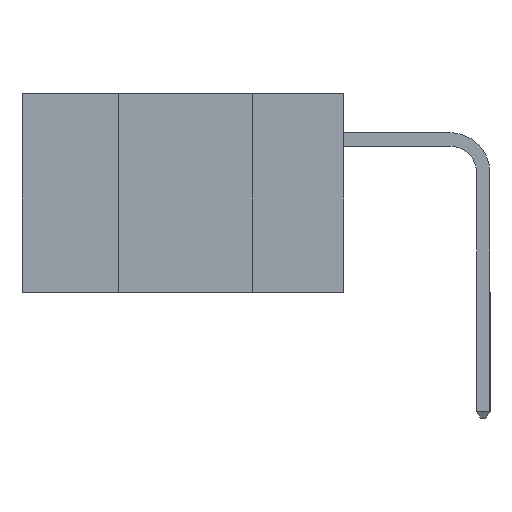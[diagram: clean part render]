
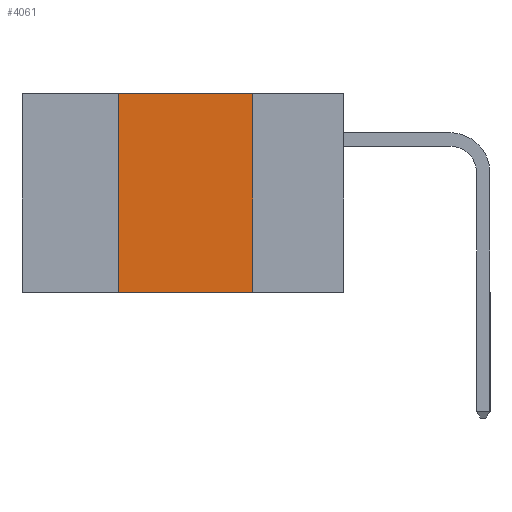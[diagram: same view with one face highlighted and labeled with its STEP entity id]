
A CAD part, left-side view. The second image highlights one B-rep face of the part: STEP entity #4061.
In plain terms, the highlighted planar face has unit normal (-1, 0, 0).
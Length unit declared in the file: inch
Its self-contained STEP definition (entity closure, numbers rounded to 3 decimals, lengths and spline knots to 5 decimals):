
#1552 = VECTOR ( 'NONE', #5674, 39.37008 ) ;
#1554 = ORIENTED_EDGE ( 'NONE', *, *, #10534, .F. ) ;
#2171 = LINE ( 'NONE', #19086, #23309 ) ;
#2702 = DIRECTION ( 'NONE',  ( 0., -1., 0. ) ) ;
#2834 = VERTEX_POINT ( 'NONE', #20449 ) ;
#3258 = CARTESIAN_POINT ( 'NONE',  ( 0., 0.17, 0. ) ) ;
#3631 = CARTESIAN_POINT ( 'NONE',  ( 0., 0.42, 0. ) ) ;
#4061 = ADVANCED_FACE ( 'NONE', ( #24133 ), #15613, .F. ) ;
#4974 = EDGE_CURVE ( 'NONE', #2834, #19119, #11261, .T. ) ;
#5496 = DIRECTION ( 'NONE',  ( 0., 0., -1. ) ) ;
#5674 = DIRECTION ( 'NONE',  ( 0., 0., 1. ) ) ;
#9112 = ORIENTED_EDGE ( 'NONE', *, *, #14386, .F. ) ;
#10154 = EDGE_CURVE ( 'NONE', #2834, #16185, #13090, .T. ) ;
#10534 = EDGE_CURVE ( 'NONE', #16185, #12968, #2171, .T. ) ;
#11261 = LINE ( 'NONE', #15633, #26319 ) ;
#11519 = DIRECTION ( 'NONE',  ( 0., -1., 0. ) ) ;
#12137 = CARTESIAN_POINT ( 'NONE',  ( 0., 0.17, -0.37 ) ) ;
#12864 = ORIENTED_EDGE ( 'NONE', *, *, #4974, .T. ) ;
#12968 = VERTEX_POINT ( 'NONE', #3258 ) ;
#13090 = LINE ( 'NONE', #3631, #1552 ) ;
#13448 = LINE ( 'NONE', #14124, #23698 ) ;
#14124 = CARTESIAN_POINT ( 'NONE',  ( 0., 0.17, 0. ) ) ;
#14386 = EDGE_CURVE ( 'NONE', #12968, #19119, #13448, .T. ) ;
#15613 = PLANE ( 'NONE',  #25111 ) ;
#15633 = CARTESIAN_POINT ( 'NONE',  ( 0., 0.6, -0.37 ) ) ;
#15656 = CARTESIAN_POINT ( 'NONE',  ( 0., 0.42, 0. ) ) ;
#16185 = VERTEX_POINT ( 'NONE', #15656 ) ;
#17747 = DIRECTION ( 'NONE',  ( 1., 0., 0. ) ) ;
#18219 = DIRECTION ( 'NONE',  ( 0., 0., -1. ) ) ;
#19086 = CARTESIAN_POINT ( 'NONE',  ( 0., 0.6, 0. ) ) ;
#19119 = VERTEX_POINT ( 'NONE', #12137 ) ;
#20005 = EDGE_LOOP ( 'NONE', ( #9112, #1554, #21208, #12864 ) ) ;
#20449 = CARTESIAN_POINT ( 'NONE',  ( 0., 0.42, -0.37 ) ) ;
#21208 = ORIENTED_EDGE ( 'NONE', *, *, #10154, .F. ) ;
#23309 = VECTOR ( 'NONE', #2702, 39.37008 ) ;
#23698 = VECTOR ( 'NONE', #18219, 39.37008 ) ;
#23852 = CARTESIAN_POINT ( 'NONE',  ( 0., 0.6, 0. ) ) ;
#24133 = FACE_OUTER_BOUND ( 'NONE', #20005, .T. ) ;
#25111 = AXIS2_PLACEMENT_3D ( 'NONE', #23852, #17747, #5496 ) ;
#26319 = VECTOR ( 'NONE', #11519, 39.37008 ) ;
